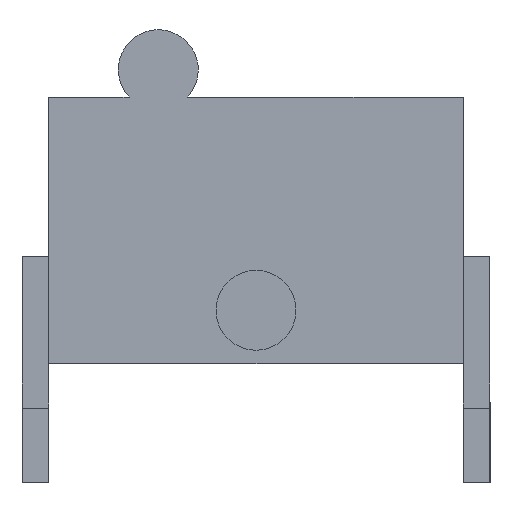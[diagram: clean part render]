
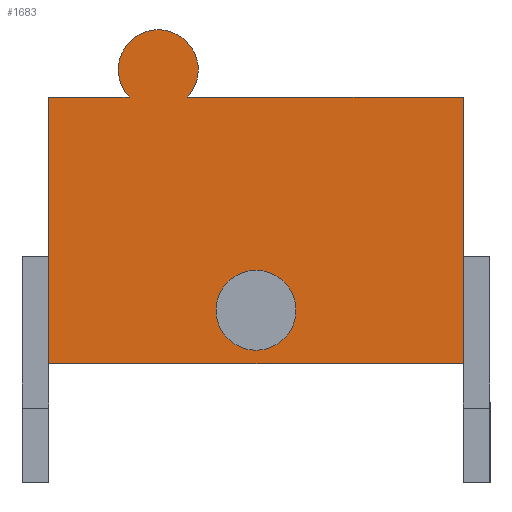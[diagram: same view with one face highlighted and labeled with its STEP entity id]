
A CAD part, front view. The second image highlights one B-rep face of the part: STEP entity #1683.
In plain terms, the highlighted planar face has unit normal (0, -1, 0).
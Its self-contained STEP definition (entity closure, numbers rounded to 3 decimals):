
#16=FACE_BOUND('',#115,.T.);
#17=CIRCLE('',#1794,1.35);
#18=CIRCLE('',#1795,1.35);
#19=CIRCLE('',#1796,1.35);
#24=FACE_OUTER_BOUND('',#114,.T.);
#114=EDGE_LOOP('',(#1130,#1131,#1132,#1133,#1134,#1135));
#115=EDGE_LOOP('',(#1136,#1137));
#219=LINE('',#2355,#460);
#227=LINE('',#2372,#468);
#243=LINE('',#2404,#484);
#244=LINE('',#2407,#485);
#245=LINE('',#2408,#486);
#460=VECTOR('',#1906,9.);
#468=VECTOR('',#1916,9.);
#484=VECTOR('',#1934,9.313);
#485=VECTOR('',#1937,2.713);
#486=VECTOR('',#1938,14.);
#701=VERTEX_POINT('',#2352);
#702=VERTEX_POINT('',#2354);
#709=VERTEX_POINT('',#2369);
#710=VERTEX_POINT('',#2371);
#725=VERTEX_POINT('',#2403);
#726=VERTEX_POINT('',#2405);
#727=VERTEX_POINT('',#2409);
#728=VERTEX_POINT('',#2410);
#860=EDGE_CURVE('',#701,#702,#219,.T.);
#868=EDGE_CURVE('',#710,#709,#227,.T.);
#884=EDGE_CURVE('',#725,#701,#243,.T.);
#885=EDGE_CURVE('',#725,#726,#17,.T.);
#886=EDGE_CURVE('',#710,#726,#244,.T.);
#887=EDGE_CURVE('',#709,#702,#245,.T.);
#888=EDGE_CURVE('',#727,#728,#18,.F.);
#889=EDGE_CURVE('',#728,#727,#19,.F.);
#1130=ORIENTED_EDGE('',*,*,#884,.F.);
#1131=ORIENTED_EDGE('',*,*,#885,.T.);
#1132=ORIENTED_EDGE('',*,*,#886,.F.);
#1133=ORIENTED_EDGE('',*,*,#868,.T.);
#1134=ORIENTED_EDGE('',*,*,#887,.T.);
#1135=ORIENTED_EDGE('',*,*,#860,.F.);
#1136=ORIENTED_EDGE('',*,*,#888,.F.);
#1137=ORIENTED_EDGE('',*,*,#889,.F.);
#1584=PLANE('',#1793);
#1683=ADVANCED_FACE('',(#24,#16),#1584,.F.);
#1793=AXIS2_PLACEMENT_3D('',#2402,#1932,#1933);
#1794=AXIS2_PLACEMENT_3D('',#2406,#1935,#1936);
#1795=AXIS2_PLACEMENT_3D('',#2411,#1939,#1940);
#1796=AXIS2_PLACEMENT_3D('',#2412,#1941,#1942);
#1906=DIRECTION('',(0.,0.,-1.));
#1916=DIRECTION('',(0.,0.,-1.));
#1932=DIRECTION('center_axis',(0.,1.,0.));
#1933=DIRECTION('ref_axis',(0.,0.,1.));
#1934=DIRECTION('',(1.,0.,0.));
#1935=DIRECTION('center_axis',(0.,-1.,0.));
#1936=DIRECTION('ref_axis',(0.,0.,-1.));
#1937=DIRECTION('',(1.,0.,0.));
#1938=DIRECTION('',(1.,0.,0.));
#1939=DIRECTION('center_axis',(0.,1.,0.));
#1940=DIRECTION('ref_axis',(0.,0.,
1.));
#1941=DIRECTION('center_axis',(0.,1.,0.));
#1942=DIRECTION('ref_axis',(0.,0.,
1.));
#2352=CARTESIAN_POINT('',(7.,-8.45,9.));
#2354=CARTESIAN_POINT('',(7.,-8.45,0.));
#2355=CARTESIAN_POINT('',(7.,-8.45,9.));
#2369=CARTESIAN_POINT('',(-7.,-8.45,0.));
#2371=CARTESIAN_POINT('',(-7.,-8.45,9.));
#2372=CARTESIAN_POINT('',(-7.,-8.45,9.));
#2402=CARTESIAN_POINT('Origin',(-7.,-8.45,9.));
#2403=CARTESIAN_POINT('',(-2.313,-8.45,9.));
#2404=CARTESIAN_POINT('',(-2.313,-8.45,9.));
#2405=CARTESIAN_POINT('',(-4.287,-8.45,9.));
#2406=CARTESIAN_POINT('Origin',(-3.3,-8.45,9.921));
#2407=CARTESIAN_POINT('',(-7.,-8.45,9.));
#2408=CARTESIAN_POINT('',(-7.,-8.45,0.));
#2409=CARTESIAN_POINT('',(0.,-8.45,3.15));
#2410=CARTESIAN_POINT('',(0.,-8.45,0.45));
#2411=CARTESIAN_POINT('Origin',(0.,-8.45,
1.8));
#2412=CARTESIAN_POINT('Origin',(0.,-8.45,
1.8));
